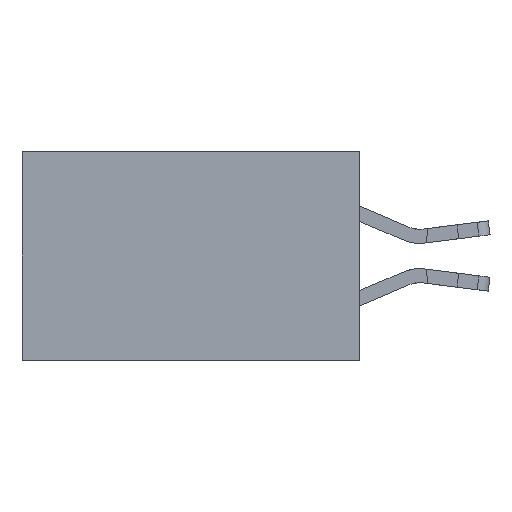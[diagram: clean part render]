
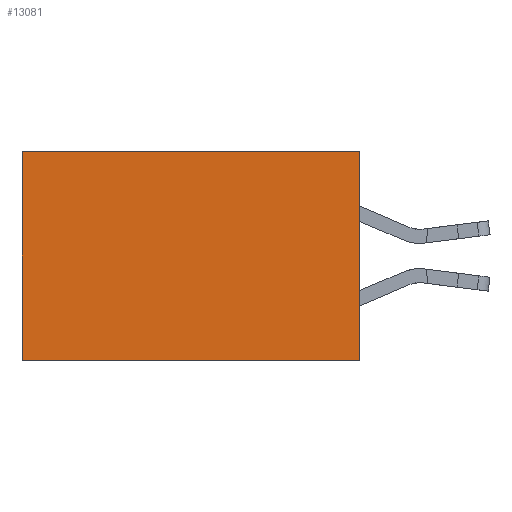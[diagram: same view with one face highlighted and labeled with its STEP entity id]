
A CAD part, left-side view. The second image highlights one B-rep face of the part: STEP entity #13081.
In plain terms, the highlighted planar face has unit normal (-1, 0, 0).
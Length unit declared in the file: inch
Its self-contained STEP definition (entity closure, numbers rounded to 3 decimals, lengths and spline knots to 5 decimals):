
#664 = CARTESIAN_POINT ( 'NONE',  ( 0.2875, 0.6, 0. ) ) ;
#799 = VERTEX_POINT ( 'NONE', #5453 ) ;
#1037 = EDGE_CURVE ( 'NONE', #4494, #4535, #18185, .T. ) ;
#1577 = CARTESIAN_POINT ( 'NONE',  ( 0.2875, 0., 0. ) ) ;
#1875 = VECTOR ( 'NONE', #8306, 39.37008 ) ;
#2120 = VECTOR ( 'NONE', #15297, 39.37008 ) ;
#2226 = FACE_OUTER_BOUND ( 'NONE', #14414, .T. ) ;
#2230 = DIRECTION ( 'NONE',  ( 0., 0., -1. ) ) ;
#3265 = DIRECTION ( 'NONE',  ( 0., 0., -1. ) ) ;
#4494 = VERTEX_POINT ( 'NONE', #664 ) ;
#4535 = VERTEX_POINT ( 'NONE', #14175 ) ;
#5453 = CARTESIAN_POINT ( 'NONE',  ( 0.2875, 0., -0.37 ) ) ;
#8306 = DIRECTION ( 'NONE',  ( 0., 1., 0. ) ) ;
#10027 = ORIENTED_EDGE ( 'NONE', *, *, #17724, .T. ) ;
#10632 = DIRECTION ( 'NONE',  ( 1., 0., 0. ) ) ;
#11872 = CARTESIAN_POINT ( 'NONE',  ( 0.2875, 0.6, 0. ) ) ;
#12681 = DIRECTION ( 'NONE',  ( 0., 0., -1. ) ) ;
#12992 = VECTOR ( 'NONE', #2230, 39.37008 ) ;
#13081 = ADVANCED_FACE ( 'NONE', ( #2226 ), #20439, .F. ) ;
#13697 = CARTESIAN_POINT ( 'NONE',  ( 0.2875, 0., 0. ) ) ;
#13758 = LINE ( 'NONE', #24153, #1875 ) ;
#14175 = CARTESIAN_POINT ( 'NONE',  ( 0.2875, 0.6, -0.37 ) ) ;
#14414 = EDGE_LOOP ( 'NONE', ( #14913, #14596, #21846, #10027 ) ) ;
#14596 = ORIENTED_EDGE ( 'NONE', *, *, #16670, .F. ) ;
#14913 = ORIENTED_EDGE ( 'NONE', *, *, #1037, .T. ) ;
#15297 = DIRECTION ( 'NONE',  ( 0., 1., 0. ) ) ;
#15924 = LINE ( 'NONE', #1577, #22318 ) ;
#16293 = EDGE_CURVE ( 'NONE', #24596, #799, #15924, .T. ) ;
#16670 = EDGE_CURVE ( 'NONE', #799, #4535, #13758, .T. ) ;
#17254 = CARTESIAN_POINT ( 'NONE',  ( 0.2875, 0., 0. ) ) ;
#17403 = AXIS2_PLACEMENT_3D ( 'NONE', #22410, #10632, #12681 ) ;
#17724 = EDGE_CURVE ( 'NONE', #24596, #4494, #24968, .T. ) ;
#18185 = LINE ( 'NONE', #11872, #12992 ) ;
#20439 = PLANE ( 'NONE',  #17403 ) ;
#21846 = ORIENTED_EDGE ( 'NONE', *, *, #16293, .F. ) ;
#22318 = VECTOR ( 'NONE', #3265, 39.37008 ) ;
#22410 = CARTESIAN_POINT ( 'NONE',  ( 0.2875, 0., 0. ) ) ;
#24153 = CARTESIAN_POINT ( 'NONE',  ( 0.2875, 0., -0.37 ) ) ;
#24596 = VERTEX_POINT ( 'NONE', #13697 ) ;
#24968 = LINE ( 'NONE', #17254, #2120 ) ;
